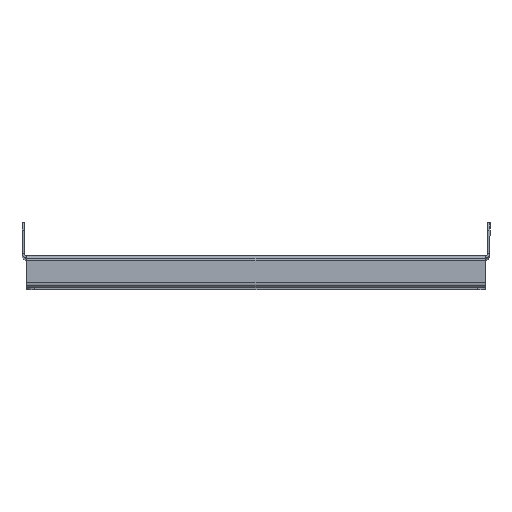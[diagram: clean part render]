
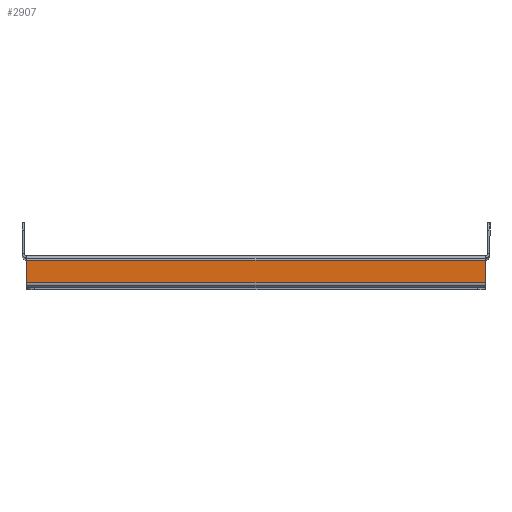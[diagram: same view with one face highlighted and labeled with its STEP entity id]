
A CAD part, top view. The second image highlights one B-rep face of the part: STEP entity #2907.
In plain terms, the highlighted planar face has unit normal (0, 0, 1).
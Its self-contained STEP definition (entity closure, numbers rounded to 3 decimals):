
#244 = CARTESIAN_POINT ( 'NONE',  ( -146., -17., 398.5 ) ) ;
#337 = VERTEX_POINT ( 'NONE', #11588 ) ;
#675 = LINE ( 'NONE', #14795, #10960 ) ;
#681 = VECTOR ( 'NONE', #14067, 1000. ) ;
#1395 = LINE ( 'NONE', #12984, #681 ) ;
#2234 = CARTESIAN_POINT ( 'NONE',  ( 143., -17., 398.5 ) ) ;
#2397 = LINE ( 'NONE', #244, #3609 ) ;
#2907 = ADVANCED_FACE ( 'NONE', ( #13620 ), #13472, .T. ) ;
#3050 = DIRECTION ( 'NONE',  ( 0., 1., 0. ) ) ;
#3609 = VECTOR ( 'NONE', #7075, 1000. ) ;
#5181 = DIRECTION ( 'NONE',  ( 0., -1., 0. ) ) ;
#5412 = VERTEX_POINT ( 'NONE', #2234 ) ;
#5428 = AXIS2_PLACEMENT_3D ( 'NONE', #11307, #13319, #5181 ) ;
#5635 = CARTESIAN_POINT ( 'NONE',  ( 0., -3., 398.5 ) ) ;
#6142 = EDGE_CURVE ( 'NONE', #337, #10070, #15068, .T. ) ;
#6533 = VECTOR ( 'NONE', #8014, 1000. ) ;
#6931 = CARTESIAN_POINT ( 'NONE',  ( -143., -3., 398.5 ) ) ;
#7055 = EDGE_LOOP ( 'NONE', ( #8026, #14834, #13799, #13604 ) ) ;
#7075 = DIRECTION ( 'NONE',  ( 1., 0., 0. ) ) ;
#8014 = DIRECTION ( 'NONE',  ( -1., 0., 0. ) ) ;
#8026 = ORIENTED_EDGE ( 'NONE', *, *, #14818, .F. ) ;
#9697 = VERTEX_POINT ( 'NONE', #11856 ) ;
#10070 = VERTEX_POINT ( 'NONE', #6931 ) ;
#10601 = EDGE_CURVE ( 'NONE', #5412, #337, #675, .T. ) ;
#10960 = VECTOR ( 'NONE', #3050, 1000. ) ;
#11307 = CARTESIAN_POINT ( 'NONE',  ( 0., 0., 398.5 ) ) ;
#11588 = CARTESIAN_POINT ( 'NONE',  ( 143., -3., 398.5 ) ) ;
#11856 = CARTESIAN_POINT ( 'NONE',  ( -143., -17., 398.5 ) ) ;
#12984 = CARTESIAN_POINT ( 'NONE',  ( -143., -24.243, 398.5 ) ) ;
#13319 = DIRECTION ( 'NONE',  ( 0., 0., 1. ) ) ;
#13472 = PLANE ( 'NONE',  #5428 ) ;
#13604 = ORIENTED_EDGE ( 'NONE', *, *, #6142, .T. ) ;
#13620 = FACE_OUTER_BOUND ( 'NONE', #7055, .T. ) ;
#13799 = ORIENTED_EDGE ( 'NONE', *, *, #10601, .T. ) ;
#14067 = DIRECTION ( 'NONE',  ( 0., 1., 0. ) ) ;
#14795 = CARTESIAN_POINT ( 'NONE',  ( 143., -24.243, 398.5 ) ) ;
#14818 = EDGE_CURVE ( 'NONE', #9697, #10070, #1395, .T. ) ;
#14823 = EDGE_CURVE ( 'NONE', #9697, #5412, #2397, .T. ) ;
#14834 = ORIENTED_EDGE ( 'NONE', *, *, #14823, .T. ) ;
#15068 = LINE ( 'NONE', #5635, #6533 ) ;
